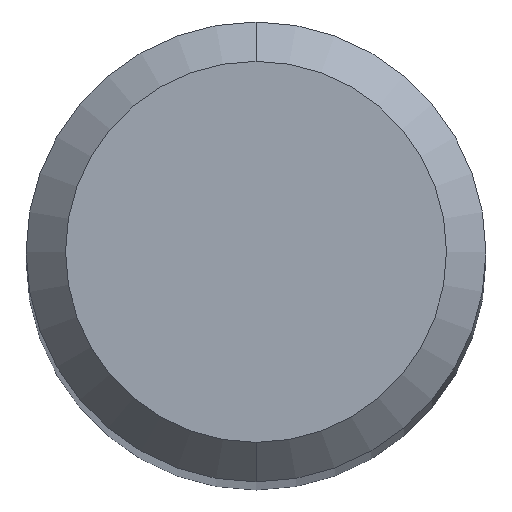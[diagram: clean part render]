
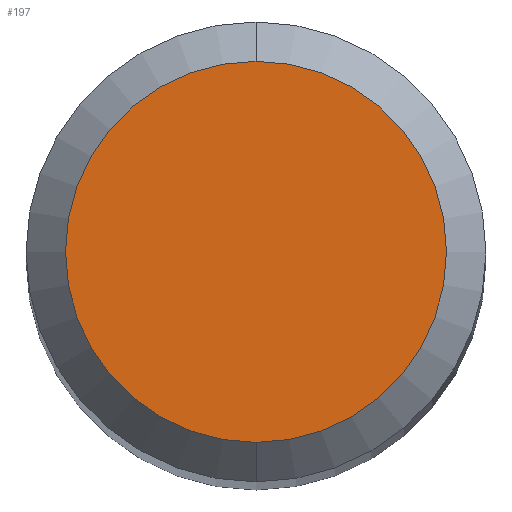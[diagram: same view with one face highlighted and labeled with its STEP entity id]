
A CAD part, top view. The second image highlights one B-rep face of the part: STEP entity #197.
In plain terms, the highlighted planar face has unit normal (0, 0, 1).
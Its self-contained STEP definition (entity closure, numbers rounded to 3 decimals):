
#167=VERTEX_POINT('',#390);
#197=ADVANCED_FACE('',(#426),#427,.T.);
#207=EDGE_CURVE('',#167,#259,#438,.T.);
#209=EDGE_CURVE('',#259,#167,#440,.T.);
#259=VERTEX_POINT('',#493);
#390=CARTESIAN_POINT('',(0.0,1.45,0.0));
#426=FACE_OUTER_BOUND('',#685,.T.);
#427=PLANE('',#686);
#438=CIRCLE('',#701,1.45);
#440=CIRCLE('',#704,1.45);
#493=CARTESIAN_POINT('',(0.,-1.45,0.0));
#685=EDGE_LOOP('',(#990,#991));
#686=AXIS2_PLACEMENT_3D('',#992,#993,#994);
#701=AXIS2_PLACEMENT_3D('',#1007,#1008,#1009);
#704=AXIS2_PLACEMENT_3D('',#1010,#1011,#1012);
#990=ORIENTED_EDGE('',*,*,#207,.F.);
#991=ORIENTED_EDGE('',*,*,#209,.F.);
#992=CARTESIAN_POINT('',(0.0,0.725,0.0));
#993=DIRECTION('',(-0.0,0.0,1.0));
#994=DIRECTION('',(0.0,-1.0,0.0));
#1007=CARTESIAN_POINT('',(0.0,0.0,0.0));
#1008=DIRECTION('',(0.0,0.0,-1.0));
#1009=DIRECTION('',(0.0,1.0,0.0));
#1010=CARTESIAN_POINT('',(0.0,0.0,0.0));
#1011=DIRECTION('',(0.0,0.0,-1.0));
#1012=DIRECTION('',(0.0,1.0,0.0));
